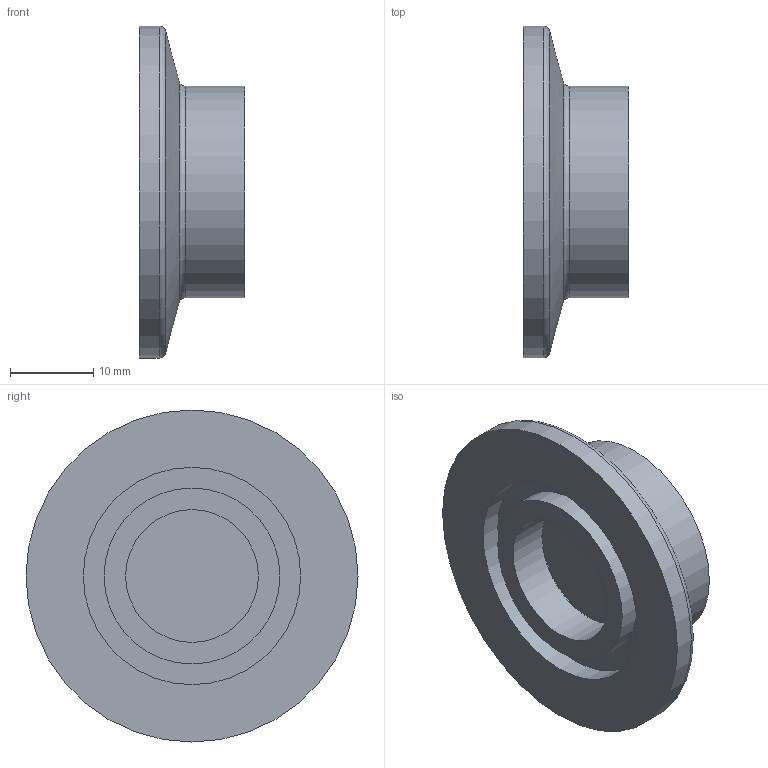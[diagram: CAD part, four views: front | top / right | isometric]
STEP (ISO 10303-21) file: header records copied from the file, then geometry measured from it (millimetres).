
FILE_DESCRIPTION (( 'STEP AP214' ), '1' );
FILE_NAME ('HK1KF25FULLVAC.STEP', '2025-05-07T14:16:09', ( '' ), ( '' ), 'SwSTEP 2.0', 'SolidWorks 2017', '' );
FILE_SCHEMA (( 'AUTOMOTIVE_DESIGN' ));
Length unit declared in the file: millimetre
Products named in the file (1): HK1KF25FULLVAC
Bounding box: 12.7 x 40 x 40 mm (x, y, z)
Volume: 6166.5 mm3; surface area: 5154.1 mm2
Topology: 2 solids, 2 shells, 27 faces, 42 edges, 27 vertices
Faces by surface type: cylinder 12, plane 12, torus 2, cone 1
Full cylindrical faces by diameter (mm): 16 x1, 16.2 x2, 18 x1, 18.5 x1, 20 x1, 20.2 x1, 21.2 x1, 21.7 x1, 25.5 x1, 26.2 x1, 40 x1
Entity records: 658 total; most frequent: DIRECTION 108, CARTESIAN_POINT 80, AXIS2_PLACEMENT_3D 54, ORIENTED_EDGE 52, EDGE_LOOP 52, FACE_OUTER_BOUND 41, ADVANCED_FACE 27, EDGE_CURVE 26
